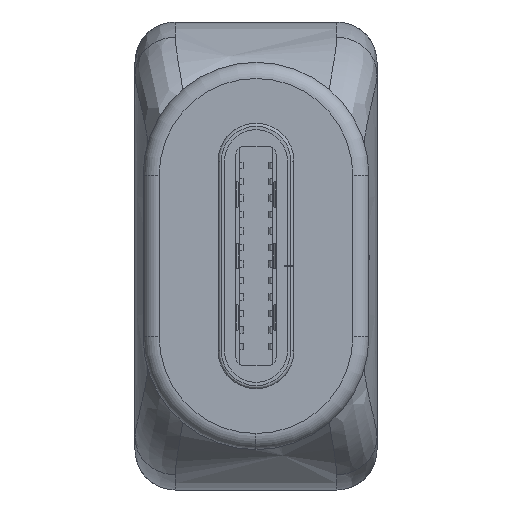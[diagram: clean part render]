
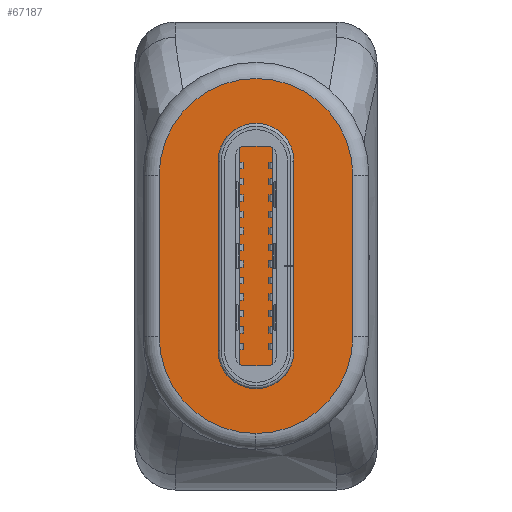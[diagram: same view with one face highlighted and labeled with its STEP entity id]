
A CAD part, left-side view. The second image highlights one B-rep face of the part: STEP entity #67187.
In plain terms, the highlighted planar face has unit normal (-1, 0, 0).
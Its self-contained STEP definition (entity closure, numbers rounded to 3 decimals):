
#1827 = CIRCLE ( 'NONE', #4531, 3. ) ;
#2207 = VERTEX_POINT ( 'NONE', #8184 ) ;
#2247 = CARTESIAN_POINT ( 'NONE',  ( 0., -3., 2.5 ) ) ;
#4390 = VERTEX_POINT ( 'NONE', #29907 ) ;
#4531 = AXIS2_PLACEMENT_3D ( 'NONE', #55870, #40103, #66866 ) ;
#8184 = CARTESIAN_POINT ( 'NONE',  ( 0., -3., -2.5 ) ) ;
#9816 = DIRECTION ( 'NONE',  ( 0., 0., -1. ) ) ;
#12564 = VERTEX_POINT ( 'NONE', #66167 ) ;
#16623 = EDGE_CURVE ( 'NONE', #47652, #46282, #56624, .T. ) ;
#17366 = AXIS2_PLACEMENT_3D ( 'NONE', #38985, #44364, #49311 ) ;
#19530 = EDGE_CURVE ( 'NONE', #4390, #47652, #52829, .T. ) ;
#20357 = CARTESIAN_POINT ( 'NONE',  ( 0., 0., 2.5 ) ) ;
#26156 = DIRECTION ( 'NONE',  ( 1., 0., 0. ) ) ;
#27642 = DIRECTION ( 'NONE',  ( 0., 0., -1. ) ) ;
#27736 = CARTESIAN_POINT ( 'NONE',  ( 0., 0., -5.5 ) ) ;
#29094 = ORIENTED_EDGE ( 'NONE', *, *, #16623, .T. ) ;
#29907 = CARTESIAN_POINT ( 'NONE',  ( 0., 3., 2.5 ) ) ;
#31583 = PLANE ( 'NONE',  #67041 ) ;
#33094 = ORIENTED_EDGE ( 'NONE', *, *, #19530, .T. ) ;
#33336 = EDGE_CURVE ( 'NONE', #12564, #4390, #40367, .T. ) ;
#38542 = VECTOR ( 'NONE', #27642, 1000. ) ;
#38985 = CARTESIAN_POINT ( 'NONE',  ( 0., 0., -2.5 ) ) ;
#40103 = DIRECTION ( 'NONE',  ( -1., 0., 0. ) ) ;
#40367 = CIRCLE ( 'NONE', #69382, 3. ) ;
#41581 = EDGE_CURVE ( 'NONE', #46282, #2207, #1827, .T. ) ;
#44129 = ORIENTED_EDGE ( 'NONE', *, *, #33336, .T. ) ;
#44364 = DIRECTION ( 'NONE',  ( -1., 0., 0. ) ) ;
#46282 = VERTEX_POINT ( 'NONE', #27736 ) ;
#47041 = ORIENTED_EDGE ( 'NONE', *, *, #41581, .T. ) ;
#47652 = VERTEX_POINT ( 'NONE', #50820 ) ;
#49311 = DIRECTION ( 'NONE',  ( 0., 0., -1. ) ) ;
#49489 = CARTESIAN_POINT ( 'NONE',  ( 0., 3., 2.5 ) ) ;
#50543 = DIRECTION ( 'NONE',  ( 0., 0., 1. ) ) ;
#50820 = CARTESIAN_POINT ( 'NONE',  ( 0., 3., -2.5 ) ) ;
#52829 = LINE ( 'NONE', #49489, #38542 ) ;
#54378 = DIRECTION ( 'NONE',  ( 0., 0., -1. ) ) ;
#54646 = ORIENTED_EDGE ( 'NONE', *, *, #57873, .T. ) ;
#55870 = CARTESIAN_POINT ( 'NONE',  ( 0., 0., -2.5 ) ) ;
#56287 = VECTOR ( 'NONE', #50543, 1000. ) ;
#56624 = CIRCLE ( 'NONE', #17366, 3. ) ;
#57821 = FACE_OUTER_BOUND ( 'NONE', #64362, .T. ) ;
#57873 = EDGE_CURVE ( 'NONE', #2207, #12564, #68066, .T. ) ;
#57967 = DIRECTION ( 'NONE',  ( -1., 0., 0. ) ) ;
#64362 = EDGE_LOOP ( 'NONE', ( #29094, #47041, #54646, #44129, #33094 ) ) ;
#66167 = CARTESIAN_POINT ( 'NONE',  ( 0., -3., 2.5 ) ) ;
#66866 = DIRECTION ( 'NONE',  ( 0., 0., -1. ) ) ;
#67041 = AXIS2_PLACEMENT_3D ( 'NONE', #69394, #26156, #54378 ) ;
#67187 = ADVANCED_FACE ( 'NONE', ( #57821 ), #31583, .F. ) ;
#68066 = LINE ( 'NONE', #2247, #56287 ) ;
#69382 = AXIS2_PLACEMENT_3D ( 'NONE', #20357, #57967, #9816 ) ;
#69394 = CARTESIAN_POINT ( 'NONE',  ( 0., 0., 2.5 ) ) ;
